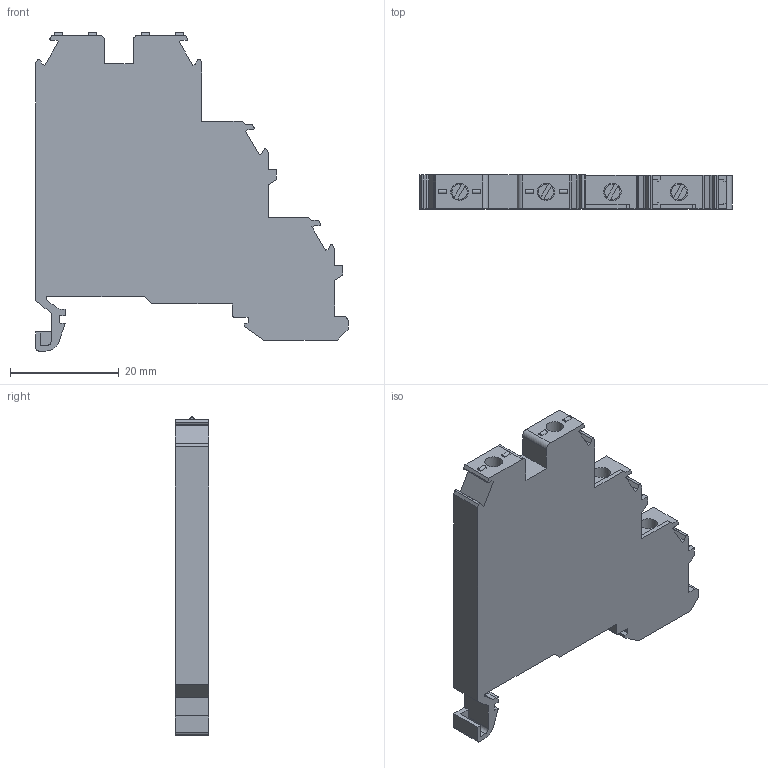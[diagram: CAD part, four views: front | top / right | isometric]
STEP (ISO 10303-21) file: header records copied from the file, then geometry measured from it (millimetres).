
FILE_DESCRIPTION(/* description */ ('Unknown'),/* implementation_level */ '2;1');
FILE_NAME(/* name */ 'BKNT-S',/* time_stamp */ '2024-11-14T14:42:09-03:00',/* author */ ('Unknown'),/* organization */ ('Unknown'),/* preprocessor_version */ 'ST-DEVELOPER v16.7',/* originating_system */ 'Solid Edge',/* authorisation */ 'Unknown');
FILE_SCHEMA (('AUTOMOTIVE_DESIGN {1 0 10303 214 3 1 1}'));
Length unit declared in the file: millimetre
Products named in the file (1): BKNT-S
Bounding box: 57.4 x 6.2 x 58.45 mm (x, y, z)
Volume: 12873.8 mm3; surface area: 6317.3 mm2
Topology: 1 solids, 1 shells, 191 faces, 525 edges, 344 vertices
Faces by surface type: plane 156, cylinder 27, torus 8
Full cylindrical faces by diameter (mm): 3.2 x4
Entity records: 5979 total; most frequent: CARTESIAN_POINT 1097, ORIENTED_EDGE 1034, DIRECTION 959, EDGE_CURVE 517, LINE 427, VECTOR 427, VERTEX_POINT 340, AXIS2_PLACEMENT_3D 266
